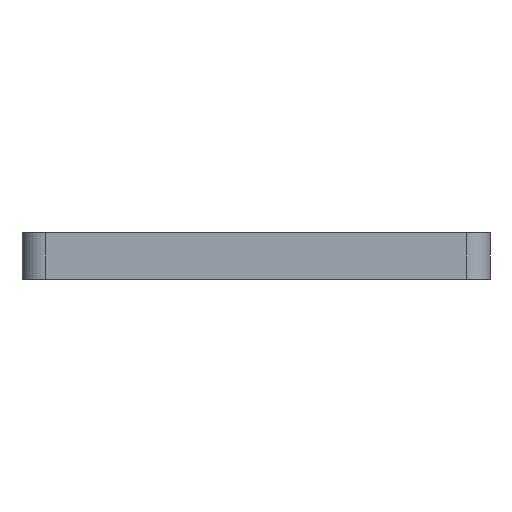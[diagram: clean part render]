
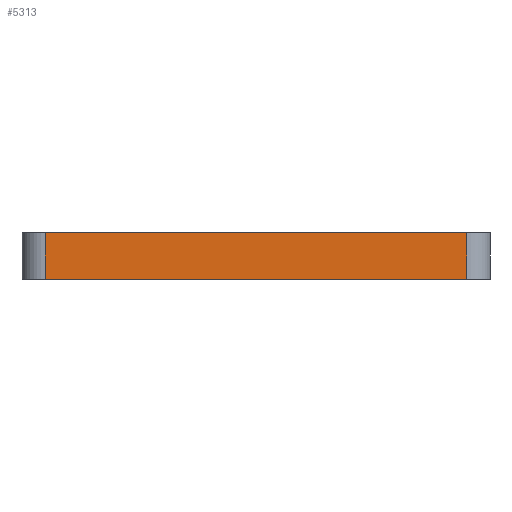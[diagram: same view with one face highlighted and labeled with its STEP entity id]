
A CAD part, front view. The second image highlights one B-rep face of the part: STEP entity #5313.
In plain terms, the highlighted planar face has unit normal (0, -1, 0).
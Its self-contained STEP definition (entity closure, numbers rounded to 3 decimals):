
#158 = PLANE('',#159);
#159 = AXIS2_PLACEMENT_3D('',#160,#161,#162);
#160 = CARTESIAN_POINT('',(-50.,-30.,0.));
#161 = DIRECTION('',(0.,0.,1.));
#162 = DIRECTION('',(1.,0.,0.));
#818 = PLANE('',#819);
#819 = AXIS2_PLACEMENT_3D('',#820,#821,#822);
#820 = CARTESIAN_POINT('',(-50.,-30.,-10.));
#821 = DIRECTION('',(0.,0.,1.));
#822 = DIRECTION('',(1.,0.,0.));
#1410 = VERTEX_POINT('',#1411);
#1411 = CARTESIAN_POINT('',(-45.,-30.,0.));
#1426 = CYLINDRICAL_SURFACE('',#1427,5.);
#1427 = AXIS2_PLACEMENT_3D('',#1428,#1429,#1430);
#1428 = CARTESIAN_POINT('',(-45.,-25.,-10.));
#1429 = DIRECTION('',(0.,0.,1.));
#1430 = DIRECTION('',(-1.,0.,0.));
#1438 = EDGE_CURVE('',#1410,#1439,#1441,.T.);
#1439 = VERTEX_POINT('',#1440);
#1440 = CARTESIAN_POINT('',(45.,-30.,0.));
#1441 = SURFACE_CURVE('',#1442,(#1446,#1453),.PCURVE_S1.);
#1442 = LINE('',#1443,#1444);
#1443 = CARTESIAN_POINT('',(-50.,-30.,0.));
#1444 = VECTOR('',#1445,1.);
#1445 = DIRECTION('',(1.,0.,0.));
#1446 = PCURVE('',#158,#1447);
#1447 = DEFINITIONAL_REPRESENTATION('',(#1448),#1452);
#1448 = LINE('',#1449,#1450);
#1449 = CARTESIAN_POINT('',(0.,0.));
#1450 = VECTOR('',#1451,1.);
#1451 = DIRECTION('',(1.,0.));
#1452 = ( GEOMETRIC_REPRESENTATION_CONTEXT(2) 
PARAMETRIC_REPRESENTATION_CONTEXT() REPRESENTATION_CONTEXT('2D SPACE',''
  ) );
#1453 = PCURVE('',#1454,#1459);
#1454 = PLANE('',#1455);
#1455 = AXIS2_PLACEMENT_3D('',#1456,#1457,#1458);
#1456 = CARTESIAN_POINT('',(-50.,-30.,-10.));
#1457 = DIRECTION('',(0.,1.,0.));
#1458 = DIRECTION('',(0.,0.,1.));
#1459 = DEFINITIONAL_REPRESENTATION('',(#1460),#1464);
#1460 = LINE('',#1461,#1462);
#1461 = CARTESIAN_POINT('',(10.,0.));
#1462 = VECTOR('',#1463,1.);
#1463 = DIRECTION('',(0.,1.));
#1464 = ( GEOMETRIC_REPRESENTATION_CONTEXT(2) 
PARAMETRIC_REPRESENTATION_CONTEXT() REPRESENTATION_CONTEXT('2D SPACE',''
  ) );
#1487 = CYLINDRICAL_SURFACE('',#1488,5.);
#1488 = AXIS2_PLACEMENT_3D('',#1489,#1490,#1491);
#1489 = CARTESIAN_POINT('',(45.,-25.,-10.));
#1490 = DIRECTION('',(0.,0.,1.));
#1491 = DIRECTION('',(1.,0.,0.));
#3614 = VERTEX_POINT('',#3615);
#3615 = CARTESIAN_POINT('',(-45.,-30.,-10.));
#3637 = EDGE_CURVE('',#3614,#3638,#3640,.T.);
#3638 = VERTEX_POINT('',#3639);
#3639 = CARTESIAN_POINT('',(45.,-30.,-10.));
#3640 = SURFACE_CURVE('',#3641,(#3645,#3652),.PCURVE_S1.);
#3641 = LINE('',#3642,#3643);
#3642 = CARTESIAN_POINT('',(-50.,-30.,-10.));
#3643 = VECTOR('',#3644,1.);
#3644 = DIRECTION('',(1.,0.,0.));
#3645 = PCURVE('',#818,#3646);
#3646 = DEFINITIONAL_REPRESENTATION('',(#3647),#3651);
#3647 = LINE('',#3648,#3649);
#3648 = CARTESIAN_POINT('',(0.,0.));
#3649 = VECTOR('',#3650,1.);
#3650 = DIRECTION('',(1.,0.));
#3651 = ( GEOMETRIC_REPRESENTATION_CONTEXT(2) 
PARAMETRIC_REPRESENTATION_CONTEXT() REPRESENTATION_CONTEXT('2D SPACE',''
  ) );
#3652 = PCURVE('',#1454,#3653);
#3653 = DEFINITIONAL_REPRESENTATION('',(#3654),#3658);
#3654 = LINE('',#3655,#3656);
#3655 = CARTESIAN_POINT('',(0.,0.));
#3656 = VECTOR('',#3657,1.);
#3657 = DIRECTION('',(0.,1.));
#3658 = ( GEOMETRIC_REPRESENTATION_CONTEXT(2) 
PARAMETRIC_REPRESENTATION_CONTEXT() REPRESENTATION_CONTEXT('2D SPACE',''
  ) );
#5291 = EDGE_CURVE('',#3614,#1410,#5292,.T.);
#5292 = SURFACE_CURVE('',#5293,(#5297,#5304),.PCURVE_S1.);
#5293 = LINE('',#5294,#5295);
#5294 = CARTESIAN_POINT('',(-45.,-30.,-10.));
#5295 = VECTOR('',#5296,1.);
#5296 = DIRECTION('',(0.,0.,1.));
#5297 = PCURVE('',#1426,#5298);
#5298 = DEFINITIONAL_REPRESENTATION('',(#5299),#5303);
#5299 = LINE('',#5300,#5301);
#5300 = CARTESIAN_POINT('',(1.571,0.));
#5301 = VECTOR('',#5302,1.);
#5302 = DIRECTION('',(0.,1.));
#5303 = ( GEOMETRIC_REPRESENTATION_CONTEXT(2) 
PARAMETRIC_REPRESENTATION_CONTEXT() REPRESENTATION_CONTEXT('2D SPACE',''
  ) );
#5304 = PCURVE('',#1454,#5305);
#5305 = DEFINITIONAL_REPRESENTATION('',(#5306),#5310);
#5306 = LINE('',#5307,#5308);
#5307 = CARTESIAN_POINT('',(0.,5.));
#5308 = VECTOR('',#5309,1.);
#5309 = DIRECTION('',(1.,0.));
#5310 = ( GEOMETRIC_REPRESENTATION_CONTEXT(2) 
PARAMETRIC_REPRESENTATION_CONTEXT() REPRESENTATION_CONTEXT('2D SPACE',''
  ) );
#5313 = ADVANCED_FACE('',(#5314),#1454,.F.);
#5314 = FACE_BOUND('',#5315,.F.);
#5315 = EDGE_LOOP('',(#5316,#5317,#5318,#5319));
#5316 = ORIENTED_EDGE('',*,*,#3637,.F.);
#5317 = ORIENTED_EDGE('',*,*,#5291,.T.);
#5318 = ORIENTED_EDGE('',*,*,#1438,.T.);
#5319 = ORIENTED_EDGE('',*,*,#5320,.F.);
#5320 = EDGE_CURVE('',#3638,#1439,#5321,.T.);
#5321 = SURFACE_CURVE('',#5322,(#5326,#5333),.PCURVE_S1.);
#5322 = LINE('',#5323,#5324);
#5323 = CARTESIAN_POINT('',(45.,-30.,-10.));
#5324 = VECTOR('',#5325,1.);
#5325 = DIRECTION('',(0.,0.,1.));
#5326 = PCURVE('',#1454,#5327);
#5327 = DEFINITIONAL_REPRESENTATION('',(#5328),#5332);
#5328 = LINE('',#5329,#5330);
#5329 = CARTESIAN_POINT('',(0.,95.));
#5330 = VECTOR('',#5331,1.);
#5331 = DIRECTION('',(1.,0.));
#5332 = ( GEOMETRIC_REPRESENTATION_CONTEXT(2) 
PARAMETRIC_REPRESENTATION_CONTEXT() REPRESENTATION_CONTEXT('2D SPACE',''
  ) );
#5333 = PCURVE('',#1487,#5334);
#5334 = DEFINITIONAL_REPRESENTATION('',(#5335),#5339);
#5335 = LINE('',#5336,#5337);
#5336 = CARTESIAN_POINT('',(-1.571,0.));
#5337 = VECTOR('',#5338,1.);
#5338 = DIRECTION('',(-0.,1.));
#5339 = ( GEOMETRIC_REPRESENTATION_CONTEXT(2) 
PARAMETRIC_REPRESENTATION_CONTEXT() REPRESENTATION_CONTEXT('2D SPACE',''
  ) );
